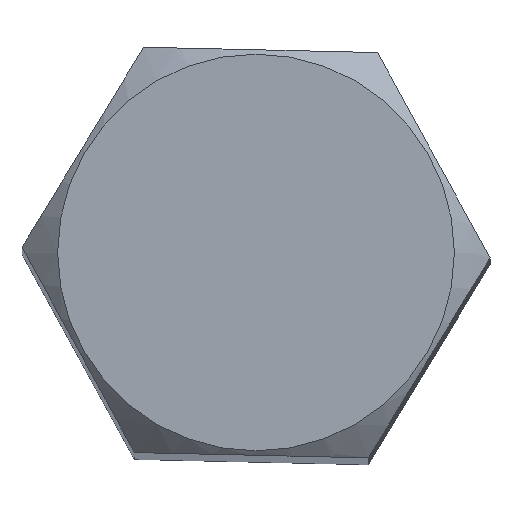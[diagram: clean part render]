
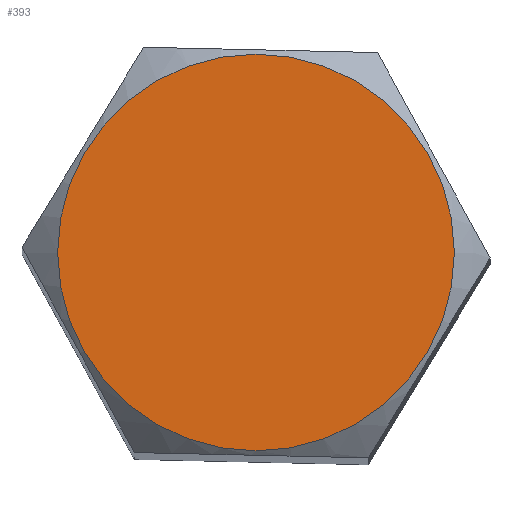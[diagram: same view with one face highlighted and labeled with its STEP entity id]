
A CAD part, top view. The second image highlights one B-rep face of the part: STEP entity #393.
In plain terms, the highlighted planar face has unit normal (0, 0, 1).
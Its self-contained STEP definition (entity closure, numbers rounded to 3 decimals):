
#32=PLANE('',#459);
#54=FACE_OUTER_BOUND('',#77,.T.);
#77=EDGE_LOOP('',(#348));
#151=CIRCLE('',#458,4.404);
#189=VERTEX_POINT('',#775);
#245=EDGE_CURVE('',#189,#189,#151,.T.);
#348=ORIENTED_EDGE('',*,*,#245,.T.);
#393=ADVANCED_FACE('',(#54),#32,.T.);
#458=AXIS2_PLACEMENT_3D('',#776,#573,#574);
#459=AXIS2_PLACEMENT_3D('',#780,#575,#576);
#573=DIRECTION('center_axis',(0.,0.,1.));
#574=DIRECTION('ref_axis',(-1.,0.,0.));
#575=DIRECTION('center_axis',(0.,0.,1.));
#576=DIRECTION('ref_axis',(1.,0.,0.));
#775=CARTESIAN_POINT('',(-26.068,10.673,95.));
#776=CARTESIAN_POINT('Origin',(-21.665,10.673,95.));
#780=CARTESIAN_POINT('Origin',(-21.665,10.673,95.));
